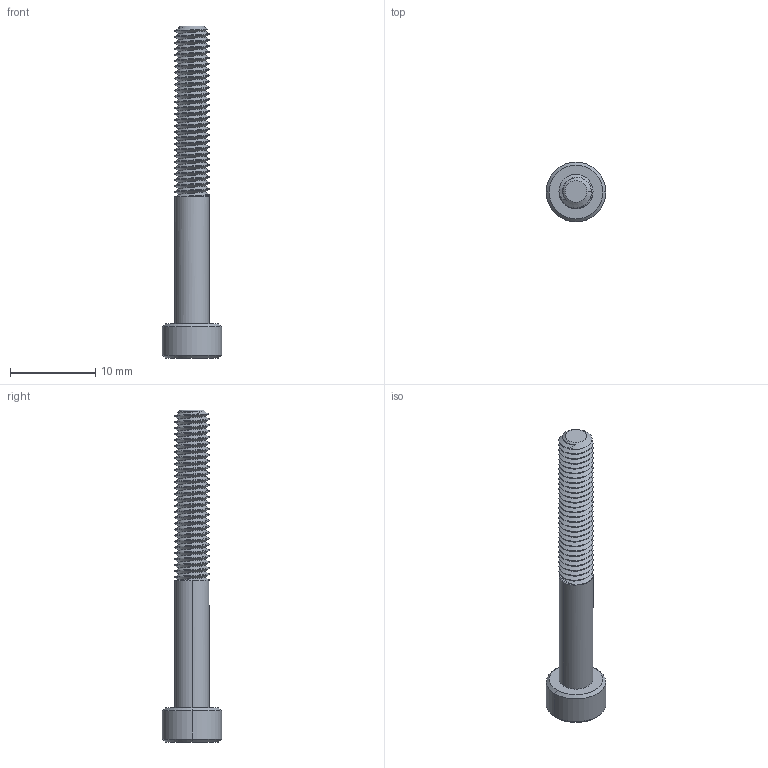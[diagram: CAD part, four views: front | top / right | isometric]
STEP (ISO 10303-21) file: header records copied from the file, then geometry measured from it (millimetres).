
FILE_DESCRIPTION (( 'STEP AP214' ), '1' );
FILE_NAME ('DIN 912 M4x35 screw detailed.STEP', '2015-10-20T10:37:03', ( '' ), ( '' ), 'SwSTEP 2.0', 'SolidWorks 2015', '' );
FILE_SCHEMA (( 'AUTOMOTIVE_DESIGN' ));
Length unit declared in the file: millimetre
Products named in the file (1): DIN 912 M4x35 screw detailed
Bounding box: 7 x 7 x 39 mm (x, y, z)
Volume: 520.2 mm3; surface area: 750.7 mm2
Topology: 1 solids, 1 shells, 147 faces, 410 edges, 267 vertices
Faces by surface type: cylinder 118, cone 16, plane 11, bspline 2
Entity records: 8430 total; most frequent: CARTESIAN_POINT 5323, ORIENTED_EDGE 820, DIRECTION 488, EDGE_CURVE 410, VERTEX_POINT 267, AXIS2_PLACEMENT_3D 175, EDGE_LOOP 149, ADVANCED_FACE 147
